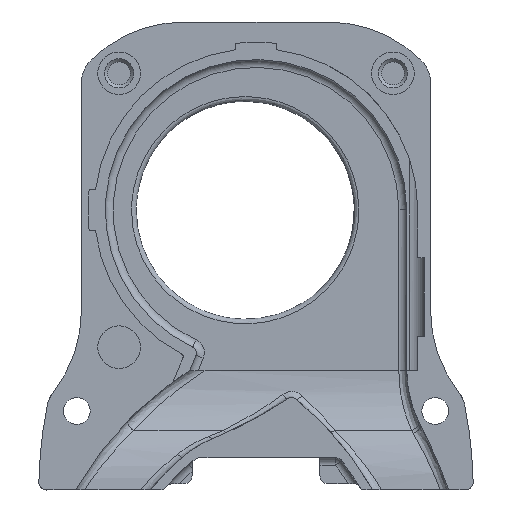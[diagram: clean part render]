
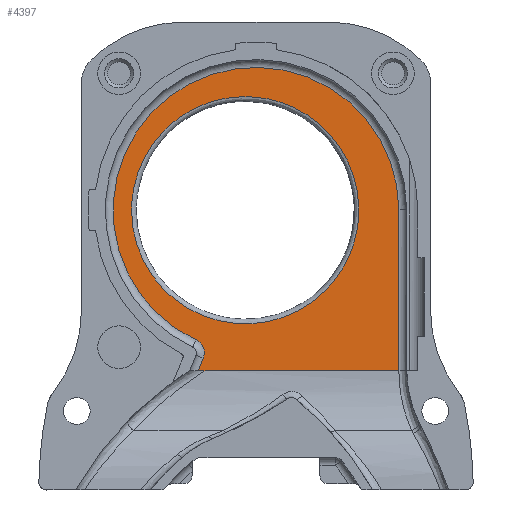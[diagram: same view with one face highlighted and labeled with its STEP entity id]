
A CAD part, left-side view. The second image highlights one B-rep face of the part: STEP entity #4397.
In plain terms, the highlighted planar face has unit normal (-1, 0, 0).
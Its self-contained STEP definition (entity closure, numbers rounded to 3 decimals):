
#298=CIRCLE('',#4789,18.1);
#299=CIRCLE('',#4790,1.8);
#449=B_SPLINE_CURVE_WITH_KNOTS('',3,(#8841,#8842,#8843,#8844,#8845,#8846,
#8847,#8848,#8849,#8850,#8851,#8852,#8853,#8854,#8855,#8856,#8857),
 .UNSPECIFIED.,.T.,.F.,(4,1,1,1,1,1,1,1,1,1,1,1,1,1,4),(-1.,-0.929,
-0.857,-0.786,-0.714,-0.619,
-0.571,-0.524,-0.429,-0.333,
-0.286,-0.19,-0.143,-0.071,
0.),.UNSPECIFIED.);
#1247=ORIENTED_EDGE('',*,*,#2217,.F.);
#1248=ORIENTED_EDGE('',*,*,#2120,.F.);
#1249=ORIENTED_EDGE('',*,*,#2119,.T.);
#1250=ORIENTED_EDGE('',*,*,#2116,.T.);
#1251=ORIENTED_EDGE('',*,*,#2131,.F.);
#1252=ORIENTED_EDGE('',*,*,#2218,.F.);
#1253=ORIENTED_EDGE('',*,*,#2219,.F.);
#2116=EDGE_CURVE('',#2608,#2613,#2987,.T.);
#2119=EDGE_CURVE('',#2677,#2608,#2988,.T.);
#2120=EDGE_CURVE('',#2677,#2678,#2989,.T.);
#2131=EDGE_CURVE('',#2683,#2613,#2992,.T.);
#2217=EDGE_CURVE('',#2732,#2732,#449,.T.);
#2218=EDGE_CURVE('',#2733,#2683,#298,.T.);
#2219=EDGE_CURVE('',#2678,#2733,#299,.T.);
#2608=VERTEX_POINT('',#7080);
#2613=VERTEX_POINT('',#7153);
#2677=VERTEX_POINT('',#8159);
#2678=VERTEX_POINT('',#8163);
#2683=VERTEX_POINT('',#8182);
#2732=VERTEX_POINT('',#8858);
#2733=VERTEX_POINT('',#8860);
#2987=LINE('',#8136,#3326);
#2988=LINE('',#8160,#3327);
#2989=LINE('',#8162,#3328);
#2992=LINE('',#8183,#3331);
#3326=VECTOR('',#5441,1000.);
#3327=VECTOR('',#5446,1000.);
#3328=VECTOR('',#5449,1000.);
#3331=VECTOR('',#5476,1000.);
#3678=EDGE_LOOP('',(#1247));
#3679=EDGE_LOOP('',(#1248,#1249,#1250,#1251,#1252,#1253));
#3986=FACE_BOUND('',#3678,.T.);
#3987=FACE_BOUND('',#3679,.T.);
#4166=PLANE('',#4788);
#4397=ADVANCED_FACE('',(#3986,#3987),#4166,.T.);
#4788=AXIS2_PLACEMENT_3D('',#8840,#5637,#5638);
#4789=AXIS2_PLACEMENT_3D('',#8859,#5639,#5640);
#4790=AXIS2_PLACEMENT_3D('',#8861,#5641,#5642);
#5441=DIRECTION('',(0.,-1.,0.));
#5446=DIRECTION('',(0.,-1.,0.));
#5449=DIRECTION('',(0.,-0.383,0.924));
#5476=DIRECTION('',(0.,0.,-1.));
#5637=DIRECTION('',(-1.,0.,0.));
#5638=DIRECTION('',(0.,-1.,0.));
#5639=DIRECTION('',(1.,0.,0.));
#5640=DIRECTION('',(0.,0.668,0.744));
#5641=DIRECTION('',(-1.,0.,0.));
#5642=DIRECTION('',(0.,-0.931,0.364));
#7080=CARTESIAN_POINT('',(72.2,6.462,74.681));
#7153=CARTESIAN_POINT('',(72.2,-18.1,74.681));
#8136=CARTESIAN_POINT('',(72.2,-9.55,74.681));
#8159=CARTESIAN_POINT('',(72.2,7.331,74.681));
#8160=CARTESIAN_POINT('',(72.2,-9.55,74.681));
#8162=CARTESIAN_POINT('',(72.2,4.307,81.983));
#8163=CARTESIAN_POINT('',(72.2,6.683,76.246));
#8182=CARTESIAN_POINT('',(72.2,-18.099,95.102));
#8183=CARTESIAN_POINT('',(72.2,-18.099,92.154));
#8840=CARTESIAN_POINT('',(72.2,0.,89.203));
#8841=CARTESIAN_POINT('',(72.2,15.766,95.));
#8842=CARTESIAN_POINT('',(72.2,15.766,92.847));
#8843=CARTESIAN_POINT('',(72.2,14.784,88.542));
#8844=CARTESIAN_POINT('',(72.2,10.651,83.36));
#8845=CARTESIAN_POINT('',(72.2,4.684,80.491));
#8846=CARTESIAN_POINT('',(72.2,-2.682,80.481));
#8847=CARTESIAN_POINT('',(72.2,-8.53,83.854));
#8848=CARTESIAN_POINT('',(72.2,-11.791,88.664));
#8849=CARTESIAN_POINT('',(72.2,-13.517,94.207));
#8850=CARTESIAN_POINT('',(72.2,-12.402,101.637));
#8851=CARTESIAN_POINT('',(72.2,-7.291,107.128));
#8852=CARTESIAN_POINT('',(72.2,-0.527,109.782));
#8853=CARTESIAN_POINT('',(72.2,5.45,109.331));
#8854=CARTESIAN_POINT('',(72.2,11.11,106.057));
#8855=CARTESIAN_POINT('',(72.2,14.784,101.461));
#8856=CARTESIAN_POINT('',(72.2,15.766,97.153));
#8857=CARTESIAN_POINT('',(72.2,15.766,95.));
#8858=CARTESIAN_POINT('',(72.2,15.766,95.));
#8859=CARTESIAN_POINT('',(72.2,0.,95.));
#8860=CARTESIAN_POINT('',(72.2,7.591,78.568));
#8861=CARTESIAN_POINT('',(72.2,8.346,76.934));
